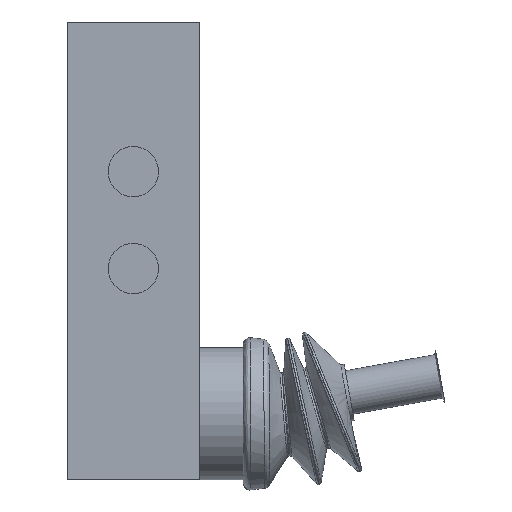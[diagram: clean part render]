
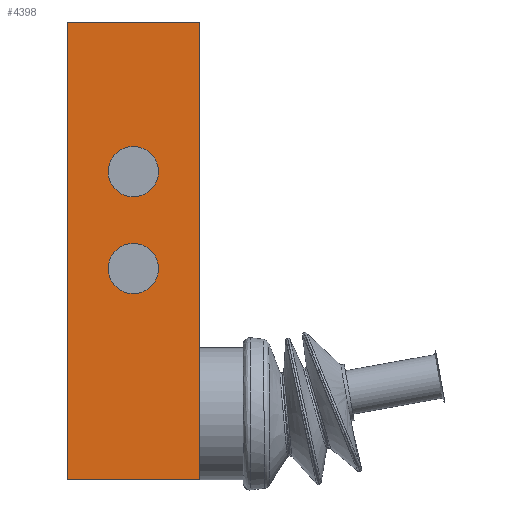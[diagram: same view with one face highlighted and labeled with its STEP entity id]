
A CAD part, front view. The second image highlights one B-rep face of the part: STEP entity #4398.
In plain terms, the highlighted planar face has unit normal (0, -1, 0).
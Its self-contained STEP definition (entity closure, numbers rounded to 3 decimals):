
#319 = EDGE_CURVE ( 'NONE', #7277, #7270, #9621, .T. ) ;
#323 = EDGE_CURVE ( 'NONE', #7270, #7273, #4032, .T. ) ;
#327 = EDGE_CURVE ( 'NONE', #7275, #7277, #4036, .T. ) ;
#330 = EDGE_CURVE ( 'NONE', #8616, #8616, #4071, .T. ) ;
#332 = EDGE_CURVE ( 'NONE', #8620, #8620, #4077, .T. ) ;
#475 = EDGE_CURVE ( 'NONE', #7275, #7273, #4490, .T. ) ;
#481 = AXIS2_PLACEMENT_3D ( 'NONE', #3851, #3857, #3858 ) ;
#487 = AXIS2_PLACEMENT_3D ( 'NONE', #3856, #3862, #3863 ) ;
#1134 = ORIENTED_EDGE ( 'NONE', *, *, #475, .F. ) ;
#1135 = ORIENTED_EDGE ( 'NONE', *, *, #327, .T. ) ;
#1136 = ORIENTED_EDGE ( 'NONE', *, *, #319, .T. ) ;
#1137 = ORIENTED_EDGE ( 'NONE', *, *, #323, .T. ) ;
#1138 = ORIENTED_EDGE ( 'NONE', *, *, #330, .T. ) ;
#1139 = ORIENTED_EDGE ( 'NONE', *, *, #332, .T. ) ;
#1307 = EDGE_LOOP ( 'NONE', ( #1134, #1135, #1136, #1137 ) ) ;
#1311 = EDGE_LOOP ( 'NONE', ( #1139 ) ) ;
#1312 = EDGE_LOOP ( 'NONE', ( #1138 ) ) ;
#3772 = CARTESIAN_POINT ( 'NONE',  ( 15., -25., 0. ) ) ;
#3833 = DIRECTION ( 'NONE',  ( 0., 0., 1. ) ) ;
#3836 = CARTESIAN_POINT ( 'NONE',  ( 15., -25., 104. ) ) ;
#3841 = DIRECTION ( 'NONE',  ( -1., 0., 0. ) ) ;
#3849 = CARTESIAN_POINT ( 'NONE',  ( 15., -25., 0. ) ) ;
#3850 = DIRECTION ( 'NONE',  ( 1., 0., 0. ) ) ;
#3851 = CARTESIAN_POINT ( 'NONE',  ( 0., -25., 70. ) ) ;
#3856 = CARTESIAN_POINT ( 'NONE',  ( 0., -25., 48. ) ) ;
#3857 = DIRECTION ( 'NONE',  ( 0., 1., 0. ) ) ;
#3858 = DIRECTION ( 'NONE',  ( 0., 0., -1. ) ) ;
#3862 = DIRECTION ( 'NONE',  ( 0., 1., 0. ) ) ;
#3863 = DIRECTION ( 'NONE',  ( 0., 0., -1. ) ) ;
#4031 = VECTOR ( 'NONE', #3833, 1000. ) ;
#4032 = LINE ( 'NONE', #3836, #4045 ) ;
#4036 = LINE ( 'NONE', #3849, #4058 ) ;
#4045 = VECTOR ( 'NONE', #3841, 1000. ) ;
#4058 = VECTOR ( 'NONE', #3850, 1000. ) ;
#4071 = CIRCLE ( 'NONE', #481, 5.723 ) ;
#4077 = CIRCLE ( 'NONE', #487, 5.722 ) ;
#4398 = ADVANCED_FACE ( 'NONE', ( #4730, #4725, #4732 ), #8189, .T. ) ;
#4490 = LINE ( 'NONE', #4939, #4495 ) ;
#4495 = VECTOR ( 'NONE', #4940, 1000. ) ;
#4725 = FACE_BOUND ( 'NONE', #1312, .T. ) ;
#4730 = FACE_OUTER_BOUND ( 'NONE', #1307, .T. ) ;
#4732 = FACE_BOUND ( 'NONE', #1311, .T. ) ;
#4939 = CARTESIAN_POINT ( 'NONE',  ( -15., -25., 0. ) ) ;
#4940 = DIRECTION ( 'NONE',  ( 0., 0., 1. ) ) ;
#7270 = VERTEX_POINT ( 'NONE', #8372 ) ;
#7273 = VERTEX_POINT ( 'NONE', #8375 ) ;
#7275 = VERTEX_POINT ( 'NONE', #8377 ) ;
#7277 = VERTEX_POINT ( 'NONE', #8379 ) ;
#8189 = PLANE ( 'NONE',  #8561 ) ;
#8190 = CARTESIAN_POINT ( 'NONE',  ( 15., -25., 0. ) ) ;
#8191 = DIRECTION ( 'NONE',  ( 0., -1., 0. ) ) ;
#8192 = DIRECTION ( 'NONE',  ( 0., 0., -1. ) ) ;
#8372 = CARTESIAN_POINT ( 'NONE',  ( 15., -25., 104. ) ) ;
#8375 = CARTESIAN_POINT ( 'NONE',  ( -15., -25., 104. ) ) ;
#8377 = CARTESIAN_POINT ( 'NONE',  ( -15., -25., 0. ) ) ;
#8379 = CARTESIAN_POINT ( 'NONE',  ( 15., -25., 0. ) ) ;
#8561 = AXIS2_PLACEMENT_3D ( 'NONE', #8190, #8191, #8192 ) ;
#8616 = VERTEX_POINT ( 'NONE', #8617 ) ;
#8617 = CARTESIAN_POINT ( 'NONE',  ( 0., -25., 64.278 ) ) ;
#8620 = VERTEX_POINT ( 'NONE', #8621 ) ;
#8621 = CARTESIAN_POINT ( 'NONE',  ( 0., -25., 42.278 ) ) ;
#9621 = LINE ( 'NONE', #3772, #4031 ) ;
